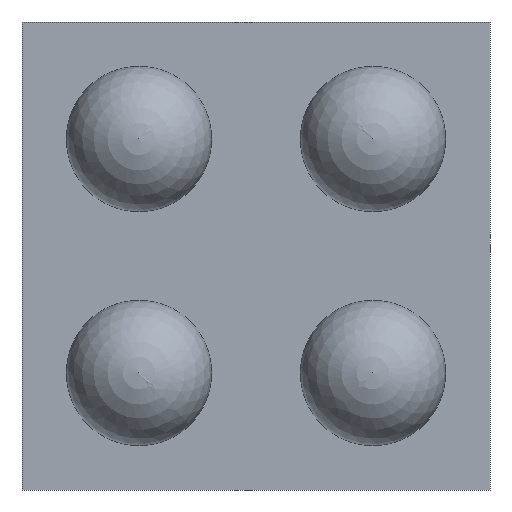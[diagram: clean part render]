
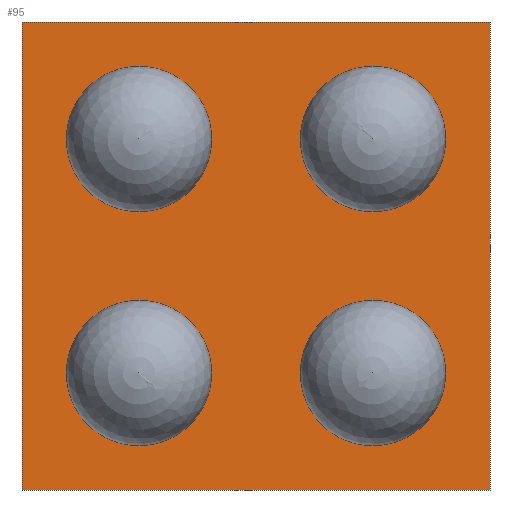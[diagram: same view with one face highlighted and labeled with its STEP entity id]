
A CAD part, front view. The second image highlights one B-rep face of the part: STEP entity #95.
In plain terms, the highlighted planar face has unit normal (0, -1, 0).
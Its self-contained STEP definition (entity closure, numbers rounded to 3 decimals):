
#25 = ORIENTED_EDGE ( 'NONE', *, *, #297, .F. ) ;
#35 = CARTESIAN_POINT ( 'NONE',  ( -0.362, 0.112, 0.362 ) ) ;
#38 = VERTEX_POINT ( 'NONE', #407 ) ;
#44 = ORIENTED_EDGE ( 'NONE', *, *, #113, .F. ) ;
#47 = CARTESIAN_POINT ( 'NONE',  ( -0.362, 0.112, 0.362 ) ) ;
#69 = PLANE ( 'NONE',  #83 ) ;
#83 = AXIS2_PLACEMENT_3D ( 'NONE', #149, #284, #404 ) ;
#95 = ADVANCED_FACE ( 'NONE', ( #183 ), #69, .T. ) ;
#106 = LINE ( 'NONE', #35, #179 ) ;
#107 = LINE ( 'NONE', #47, #201 ) ;
#113 = EDGE_CURVE ( 'NONE', #38, #442, #107, .T. ) ;
#127 = EDGE_CURVE ( 'NONE', #327, #256, #221, .T. ) ;
#132 = CARTESIAN_POINT ( 'NONE',  ( 0.362, 0.112, 0.362 ) ) ;
#141 = VECTOR ( 'NONE', #316, 1000. ) ;
#149 = CARTESIAN_POINT ( 'NONE',  ( 0., 0.112, 0. ) ) ;
#158 = DIRECTION ( 'NONE',  ( -1., 0., 0. ) ) ;
#167 = CARTESIAN_POINT ( 'NONE',  ( -0.362, 0.112, -0.362 ) ) ;
#178 = CARTESIAN_POINT ( 'NONE',  ( 0.362, 0.112, 0.362 ) ) ;
#179 = VECTOR ( 'NONE', #387, 1000. ) ;
#183 = FACE_OUTER_BOUND ( 'NONE', #362, .T. ) ;
#201 = VECTOR ( 'NONE', #214, 1000. ) ;
#214 = DIRECTION ( 'NONE',  ( 0., 0., 1. ) ) ;
#221 = LINE ( 'NONE', #178, #141 ) ;
#231 = LINE ( 'NONE', #167, #369 ) ;
#256 = VERTEX_POINT ( 'NONE', #267 ) ;
#267 = CARTESIAN_POINT ( 'NONE',  ( 0.362, 0.112, -0.362 ) ) ;
#284 = DIRECTION ( 'NONE',  ( 0., -1., 0. ) ) ;
#297 = EDGE_CURVE ( 'NONE', #256, #38, #231, .T. ) ;
#316 = DIRECTION ( 'NONE',  ( 0., 0., -1. ) ) ;
#327 = VERTEX_POINT ( 'NONE', #132 ) ;
#350 = ORIENTED_EDGE ( 'NONE', *, *, #127, .F. ) ;
#362 = EDGE_LOOP ( 'NONE', ( #350, #450, #44, #25 ) ) ;
#369 = VECTOR ( 'NONE', #158, 1000. ) ;
#387 = DIRECTION ( 'NONE',  ( 1., 0., 0. ) ) ;
#404 = DIRECTION ( 'NONE',  ( 0., 0., -1. ) ) ;
#407 = CARTESIAN_POINT ( 'NONE',  ( -0.362, 0.112, -0.362 ) ) ;
#438 = CARTESIAN_POINT ( 'NONE',  ( -0.362, 0.112, 0.362 ) ) ;
#442 = VERTEX_POINT ( 'NONE', #438 ) ;
#450 = ORIENTED_EDGE ( 'NONE', *, *, #470, .F. ) ;
#470 = EDGE_CURVE ( 'NONE', #442, #327, #106, .T. ) ;
